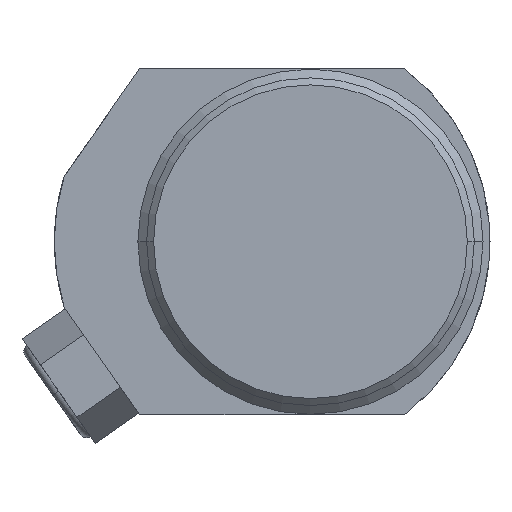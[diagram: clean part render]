
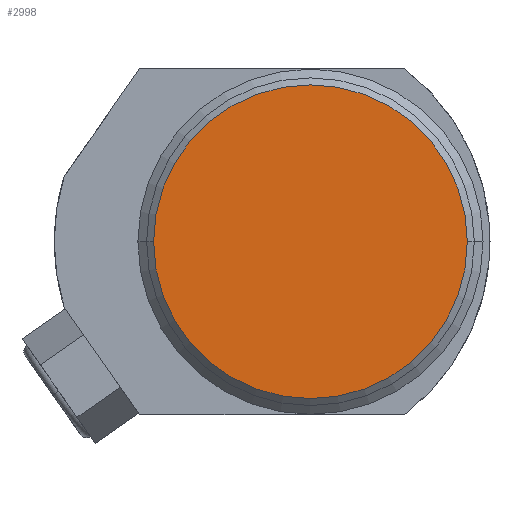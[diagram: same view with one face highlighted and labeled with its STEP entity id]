
A CAD part, left-side view. The second image highlights one B-rep face of the part: STEP entity #2998.
In plain terms, the highlighted planar face has unit normal (-1, 0, 0).
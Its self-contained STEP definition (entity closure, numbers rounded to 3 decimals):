
#889=CARTESIAN_POINT('',(-60.147,-4.191,0.));
#890=DIRECTION('',(-1.,0.,0.));
#891=DIRECTION('',(0.,1.,0.));
#892=AXIS2_PLACEMENT_3D('',#889,#890,#891);
#919=CARTESIAN_POINT('',(-60.147,-4.191,0.));
#920=DIRECTION('',(1.,0.,0.));
#921=DIRECTION('',(0.,1.,0.));
#922=AXIS2_PLACEMENT_3D('',#919,#920,#921);
#2067=CARTESIAN_POINT('',(-60.147,12.954,0.));
#2068=CARTESIAN_POINT('',(-60.147,-21.336,0.));
#2069=VERTEX_POINT('',#2067);
#2070=VERTEX_POINT('',#2068);
#2988=CARTESIAN_POINT('',(-60.147,0.,0.));
#2989=DIRECTION('',(1.,0.,0.));
#2990=DIRECTION('',(0.,0.,-1.));
#2991=AXIS2_PLACEMENT_3D('',#2988,#2989,#2990);
#2992=PLANE('',#2991);
#2993=ORIENTED_EDGE('',*,*,#2978,.F.);
#2995=ORIENTED_EDGE('',*,*,#2994,.T.);
#2996=EDGE_LOOP('',(#2993,#2995));
#2997=FACE_OUTER_BOUND('',#2996,.F.);
#893=CIRCLE('',#892,17.145);
#923=CIRCLE('',#922,17.145);
#2978=EDGE_CURVE('',#2069,#2070,#893,.T.);
#2994=EDGE_CURVE('',#2069,#2070,#923,.T.);
#2998=ADVANCED_FACE('',(#2997),#2992,.F.);
